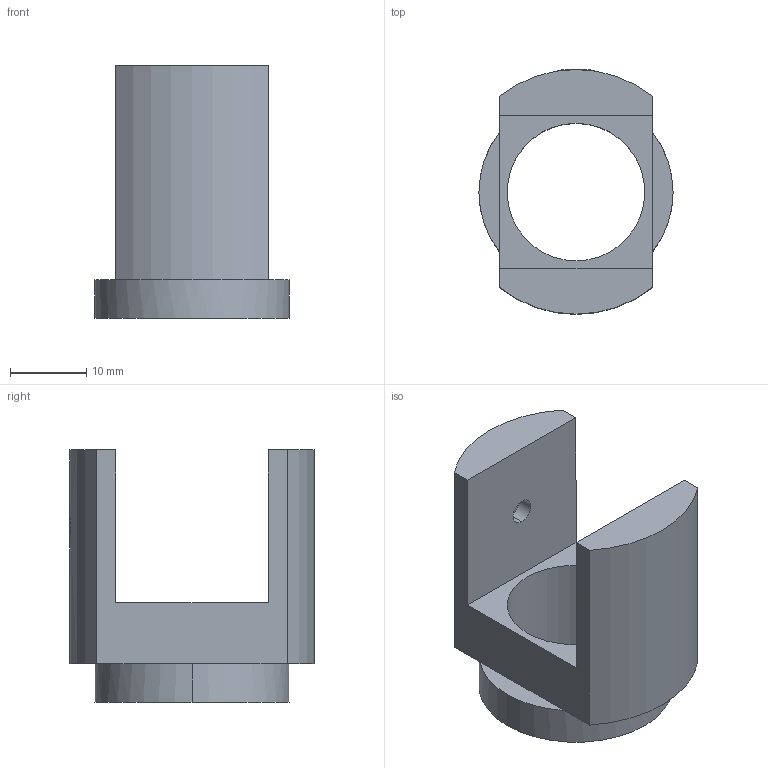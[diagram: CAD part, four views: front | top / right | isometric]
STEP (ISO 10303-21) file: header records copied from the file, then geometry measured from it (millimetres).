
FILE_DESCRIPTION (( 'STEP AP203' ), '1' );
FILE_NAME ('04CBM-2(M).STEP', '2016-03-03T02:47:27', ( '' ), ( '' ), 'SwSTEP 2.0', 'SolidWorks 2016', '' );
FILE_SCHEMA (( 'CONFIG_CONTROL_DESIGN' ));
Length unit declared in the file: millimetre
Products named in the file (1): 04CBM-2(M)
Bounding box: 25.4 x 32 x 33 mm (x, y, z)
Volume: 7889.6 mm3; surface area: 4669.2 mm2
Topology: 2 solids, 2 shells, 38 faces, 92 edges, 56 vertices
Faces by surface type: plane 20, cylinder 10, cone 8
Entity records: 1227 total; most frequent: CARTESIAN_POINT 267, DIRECTION 186, ORIENTED_EDGE 176, EDGE_CURVE 88, AXIS2_PLACEMENT_3D 67, VERTEX_POINT 56, VECTOR 52, LINE 52
